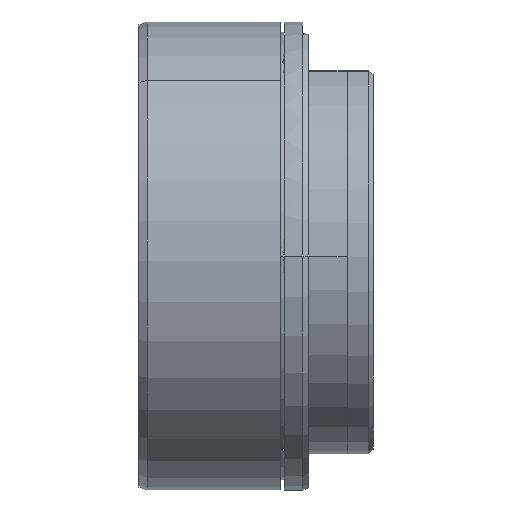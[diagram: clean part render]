
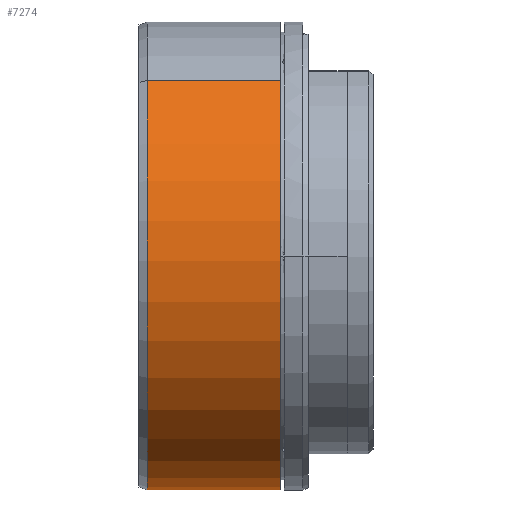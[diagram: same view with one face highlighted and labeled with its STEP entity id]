
A CAD part, front view. The second image highlights one B-rep face of the part: STEP entity #7274.
In plain terms, the highlighted cylindrical face has radius 29 mm (diameter 58 mm), a partial arc.
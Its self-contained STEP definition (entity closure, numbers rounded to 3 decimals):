
#2708 = DIRECTION ( 'NONE',  ( -1., 0., 0. ) ) ;
#4067 = DIRECTION ( 'NONE',  ( -1., 0., 0. ) ) ;
#4114 = CARTESIAN_POINT ( 'NONE',  ( 17.5, 19.146, -21.782 ) ) ;
#5692 = CYLINDRICAL_SURFACE ( 'NONE', #30714, 29. ) ;
#6780 = VECTOR ( 'NONE', #2708, 1000. ) ;
#6798 = ORIENTED_EDGE ( 'NONE', *, *, #47224, .F. ) ;
#6976 = EDGE_LOOP ( 'NONE', ( #6798, #10806, #60292, #27082 ) ) ;
#7274 = ADVANCED_FACE ( 'NONE', ( #16018 ), #5692, .T. ) ;
#9648 = VERTEX_POINT ( 'NONE', #34673 ) ;
#9895 = CARTESIAN_POINT ( 'NONE',  ( 1., 19.146, -21.782 ) ) ;
#10806 = ORIENTED_EDGE ( 'NONE', *, *, #40236, .F. ) ;
#12908 = VERTEX_POINT ( 'NONE', #4114 ) ;
#14994 = CARTESIAN_POINT ( 'NONE',  ( -70.332, 19.146, -21.782 ) ) ;
#16018 = FACE_OUTER_BOUND ( 'NONE', #6976, .T. ) ;
#18888 = VECTOR ( 'NONE', #4067, 1000. ) ;
#19966 = CIRCLE ( 'NONE', #20930, 29. ) ;
#20930 = AXIS2_PLACEMENT_3D ( 'NONE', #48097, #33365, #57234 ) ;
#22318 = AXIS2_PLACEMENT_3D ( 'NONE', #48705, #40244, #58797 ) ;
#24223 = CARTESIAN_POINT ( 'NONE',  ( 1., -19.146, 21.782 ) ) ;
#24863 = CARTESIAN_POINT ( 'NONE',  ( -70.332, 0., 0. ) ) ;
#25473 = DIRECTION ( 'NONE',  ( -1., 0., 0. ) ) ;
#27082 = ORIENTED_EDGE ( 'NONE', *, *, #33613, .T. ) ;
#30714 = AXIS2_PLACEMENT_3D ( 'NONE', #24863, #25473, #39361 ) ;
#33365 = DIRECTION ( 'NONE',  ( 1., 0., 0. ) ) ;
#33613 = EDGE_CURVE ( 'NONE', #60739, #51072, #19966, .T. ) ;
#34673 = CARTESIAN_POINT ( 'NONE',  ( 17.5, -19.146, 21.782 ) ) ;
#36340 = EDGE_CURVE ( 'NONE', #9648, #60739, #40767, .T. ) ;
#38940 = LINE ( 'NONE', #14994, #18888 ) ;
#39361 = DIRECTION ( 'NONE',  ( 0., -0.66, 0.751 ) ) ;
#40236 = EDGE_CURVE ( 'NONE', #9648, #12908, #49404, .T. ) ;
#40244 = DIRECTION ( 'NONE',  ( 1., 0., 0. ) ) ;
#40767 = LINE ( 'NONE', #55821, #6780 ) ;
#47224 = EDGE_CURVE ( 'NONE', #12908, #51072, #38940, .T. ) ;
#48097 = CARTESIAN_POINT ( 'NONE',  ( 1., 0., 0. ) ) ;
#48705 = CARTESIAN_POINT ( 'NONE',  ( 17.5, 0., 0. ) ) ;
#49404 = CIRCLE ( 'NONE', #22318, 29. ) ;
#51072 = VERTEX_POINT ( 'NONE', #9895 ) ;
#55821 = CARTESIAN_POINT ( 'NONE',  ( -70.332, -19.146, 21.782 ) ) ;
#57234 = DIRECTION ( 'NONE',  ( 0., 0.66, -0.751 ) ) ;
#58797 = DIRECTION ( 'NONE',  ( 0., 0.66, -0.751 ) ) ;
#60292 = ORIENTED_EDGE ( 'NONE', *, *, #36340, .T. ) ;
#60739 = VERTEX_POINT ( 'NONE', #24223 ) ;
